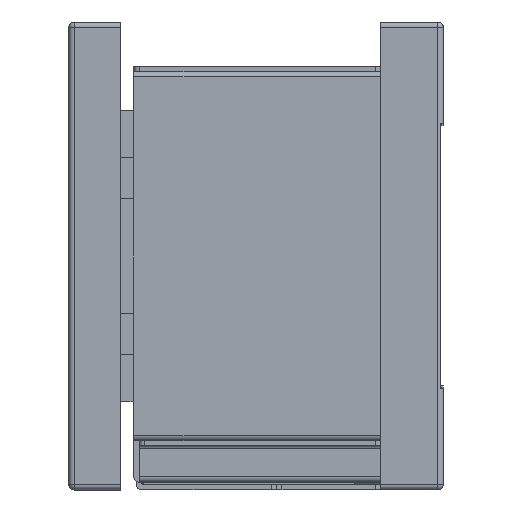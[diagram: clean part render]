
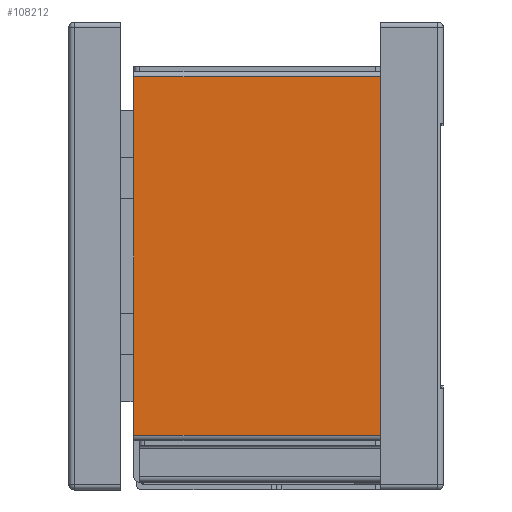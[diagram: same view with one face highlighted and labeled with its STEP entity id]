
A CAD part, left-side view. The second image highlights one B-rep face of the part: STEP entity #108212.
In plain terms, the highlighted planar face has unit normal (-1, 0, 0).
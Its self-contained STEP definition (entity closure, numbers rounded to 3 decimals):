
#9039 = DIRECTION ( 'NONE',  ( 1., 0., 0. ) ) ;
#12969 = DIRECTION ( 'NONE',  ( 0., -1., 0. ) ) ;
#13454 = VERTEX_POINT ( 'NONE', #99536 ) ;
#21476 = EDGE_CURVE ( 'NONE', #49091, #21703, #53194, .T. ) ;
#21703 = VERTEX_POINT ( 'NONE', #31798 ) ;
#22261 = LINE ( 'NONE', #76332, #138919 ) ;
#31195 = CARTESIAN_POINT ( 'NONE',  ( -71.5, 1.134, -34.5 ) ) ;
#31798 = CARTESIAN_POINT ( 'NONE',  ( -71.5, 48.634, 34.5 ) ) ;
#32453 = LINE ( 'NONE', #51144, #89016 ) ;
#33613 = ORIENTED_EDGE ( 'NONE', *, *, #21476, .F. ) ;
#36541 = CARTESIAN_POINT ( 'NONE',  ( -71.5, 48.634, 35.5 ) ) ;
#49091 = VERTEX_POINT ( 'NONE', #124301 ) ;
#51144 = CARTESIAN_POINT ( 'NONE',  ( -71.5, 48.634, 34.5 ) ) ;
#53194 = LINE ( 'NONE', #36541, #69204 ) ;
#62494 = DIRECTION ( 'NONE',  ( 0., 1., 0. ) ) ;
#64223 = LINE ( 'NONE', #80677, #127900 ) ;
#69204 = VECTOR ( 'NONE', #128613, 1000. ) ;
#70167 = EDGE_LOOP ( 'NONE', ( #33613, #78331, #77327, #71435 ) ) ;
#71435 = ORIENTED_EDGE ( 'NONE', *, *, #120552, .T. ) ;
#72575 = FACE_OUTER_BOUND ( 'NONE', #70167, .T. ) ;
#76332 = CARTESIAN_POINT ( 'NONE',  ( -71.5, 1.134, 35.5 ) ) ;
#77327 = ORIENTED_EDGE ( 'NONE', *, *, #144171, .F. ) ;
#78331 = ORIENTED_EDGE ( 'NONE', *, *, #120797, .T. ) ;
#80677 = CARTESIAN_POINT ( 'NONE',  ( -71.5, 48.634, -34.5 ) ) ;
#86488 = VERTEX_POINT ( 'NONE', #31195 ) ;
#88082 = DIRECTION ( 'NONE',  ( 0., -1., 0. ) ) ;
#89016 = VECTOR ( 'NONE', #62494, 1000. ) ;
#98519 = CARTESIAN_POINT ( 'NONE',  ( -71.5, 48.634, 35.5 ) ) ;
#99536 = CARTESIAN_POINT ( 'NONE',  ( -71.5, 1.134, 34.5 ) ) ;
#108212 = ADVANCED_FACE ( 'NONE', ( #72575 ), #144410, .F. ) ;
#120552 = EDGE_CURVE ( 'NONE', #13454, #21703, #32453, .T. ) ;
#120797 = EDGE_CURVE ( 'NONE', #49091, #86488, #64223, .T. ) ;
#124301 = CARTESIAN_POINT ( 'NONE',  ( -71.5, 48.634, -34.5 ) ) ;
#124409 = AXIS2_PLACEMENT_3D ( 'NONE', #98519, #9039, #88082 ) ;
#127900 = VECTOR ( 'NONE', #12969, 1000. ) ;
#128613 = DIRECTION ( 'NONE',  ( 0., 0., 1. ) ) ;
#133608 = DIRECTION ( 'NONE',  ( 0., 0., -1. ) ) ;
#138919 = VECTOR ( 'NONE', #133608, 1000. ) ;
#144171 = EDGE_CURVE ( 'NONE', #13454, #86488, #22261, .T. ) ;
#144410 = PLANE ( 'NONE',  #124409 ) ;
